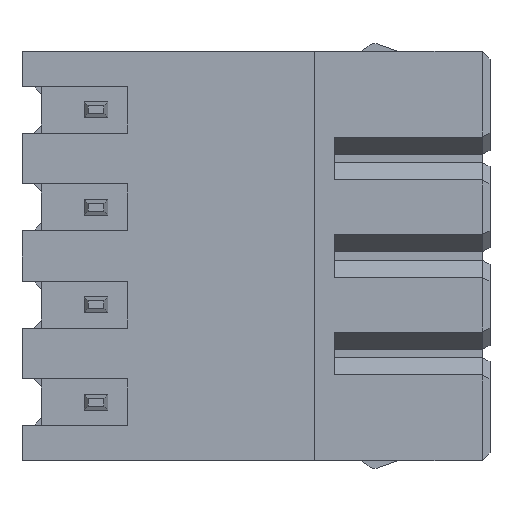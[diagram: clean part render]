
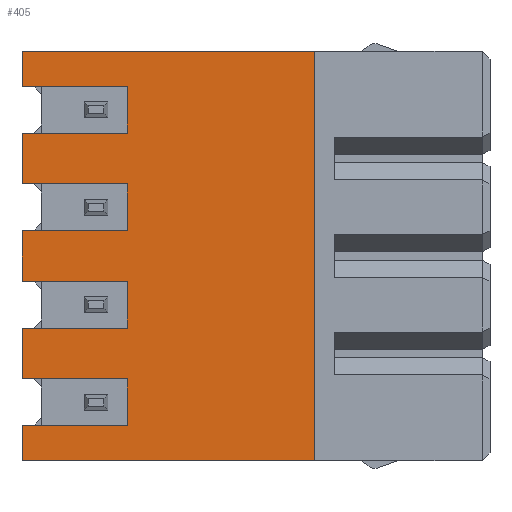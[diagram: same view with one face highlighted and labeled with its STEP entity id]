
A CAD part, front view. The second image highlights one B-rep face of the part: STEP entity #405.
In plain terms, the highlighted planar face has unit normal (0, -1, 0).
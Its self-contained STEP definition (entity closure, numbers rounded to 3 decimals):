
#405=ADVANCED_FACE('',(#1078),#1079,.F.);
#1078=FACE_OUTER_BOUND('',#2024,.T.);
#1079=PLANE('',#2025);
#2024=EDGE_LOOP('',(#3205,#3206,#3207,#3208,#3209,#3210,#3211,#3212,#3213,#3214,#3215,#3216,#3217,#3218,#3219,#3220,#3221,#3222,#3223,#3224));
#2025=AXIS2_PLACEMENT_3D('',#3225,#3226,#3227);
#3205=ORIENTED_EDGE('',*,*,#5767,.T.);
#3206=ORIENTED_EDGE('',*,*,#5678,.T.);
#3207=ORIENTED_EDGE('',*,*,#5761,.F.);
#3208=ORIENTED_EDGE('',*,*,#5768,.F.);
#3209=ORIENTED_EDGE('',*,*,#5765,.T.);
#3210=ORIENTED_EDGE('',*,*,#5769,.F.);
#3211=ORIENTED_EDGE('',*,*,#5770,.T.);
#3212=ORIENTED_EDGE('',*,*,#5771,.F.);
#3213=ORIENTED_EDGE('',*,*,#5772,.F.);
#3214=ORIENTED_EDGE('',*,*,#5773,.F.);
#3215=ORIENTED_EDGE('',*,*,#5774,.T.);
#3216=ORIENTED_EDGE('',*,*,#5775,.F.);
#3217=ORIENTED_EDGE('',*,*,#5776,.F.);
#3218=ORIENTED_EDGE('',*,*,#5777,.F.);
#3219=ORIENTED_EDGE('',*,*,#5778,.T.);
#3220=ORIENTED_EDGE('',*,*,#5779,.F.);
#3221=ORIENTED_EDGE('',*,*,#5780,.T.);
#3222=ORIENTED_EDGE('',*,*,#5781,.F.);
#3223=ORIENTED_EDGE('',*,*,#5782,.F.);
#3224=ORIENTED_EDGE('',*,*,#5783,.T.);
#3225=CARTESIAN_POINT('',(-2.075,0.0,7.94));
#3226=DIRECTION('',(-0.0,1.0,0.0));
#3227=DIRECTION('',(1.0,0.0,0.0));
#5678=EDGE_CURVE('',#6795,#6793,#6796,.T.);
#5761=EDGE_CURVE('',#6933,#6793,#6935,.T.);
#5765=EDGE_CURVE('',#6937,#6939,#6941,.T.);
#5767=EDGE_CURVE('',#6943,#6795,#6944,.T.);
#5768=EDGE_CURVE('',#6937,#6933,#6945,.T.);
#5769=EDGE_CURVE('',#6946,#6939,#6947,.T.);
#5770=EDGE_CURVE('',#6946,#6948,#6949,.T.);
#5771=EDGE_CURVE('',#6950,#6948,#6951,.T.);
#5772=EDGE_CURVE('',#6952,#6950,#6953,.T.);
#5773=EDGE_CURVE('',#6954,#6952,#6955,.T.);
#5774=EDGE_CURVE('',#6954,#6956,#6957,.T.);
#5775=EDGE_CURVE('',#6958,#6956,#6959,.T.);
#5776=EDGE_CURVE('',#6960,#6958,#6961,.T.);
#5777=EDGE_CURVE('',#6962,#6960,#6963,.T.);
#5778=EDGE_CURVE('',#6962,#6964,#6965,.T.);
#5779=EDGE_CURVE('',#6966,#6964,#6967,.T.);
#5780=EDGE_CURVE('',#6966,#6968,#6969,.T.);
#5781=EDGE_CURVE('',#6970,#6968,#6971,.T.);
#5782=EDGE_CURVE('',#6972,#6970,#6973,.T.);
#5783=EDGE_CURVE('',#6972,#6943,#6974,.T.);
#6793=VERTEX_POINT('',#8366);
#6795=VERTEX_POINT('',#8369);
#6796=LINE('',#8370,#8371);
#6933=VERTEX_POINT('',#8569);
#6935=LINE('',#8572,#8573);
#6937=VERTEX_POINT('',#8575);
#6939=VERTEX_POINT('',#8578);
#6941=LINE('',#8581,#8582);
#6943=VERTEX_POINT('',#8584);
#6944=LINE('',#8585,#8586);
#6945=LINE('',#8587,#8588);
#6946=VERTEX_POINT('',#8589);
#6947=LINE('',#8590,#8591);
#6948=VERTEX_POINT('',#8592);
#6949=LINE('',#8593,#8594);
#6950=VERTEX_POINT('',#8595);
#6951=LINE('',#8596,#8597);
#6952=VERTEX_POINT('',#8598);
#6953=LINE('',#8599,#8600);
#6954=VERTEX_POINT('',#8601);
#6955=LINE('',#8602,#8603);
#6956=VERTEX_POINT('',#8604);
#6957=LINE('',#8605,#8606);
#6958=VERTEX_POINT('',#8607);
#6959=LINE('',#8608,#8609);
#6960=VERTEX_POINT('',#8610);
#6961=LINE('',#8611,#8612);
#6962=VERTEX_POINT('',#8613);
#6963=LINE('',#8614,#8615);
#6964=VERTEX_POINT('',#8616);
#6965=LINE('',#8617,#8618);
#6966=VERTEX_POINT('',#8619);
#6967=LINE('',#8620,#8621);
#6968=VERTEX_POINT('',#8622);
#6969=LINE('',#8623,#8624);
#6970=VERTEX_POINT('',#8625);
#6971=LINE('',#8626,#8627);
#6972=VERTEX_POINT('',#8628);
#6973=LINE('',#8629,#8630);
#6974=LINE('',#8631,#8632);
#8366=CARTESIAN_POINT('',(-7.5,0.0,-0.6));
#8369=CARTESIAN_POINT('',(0.0,0.0,-0.6));
#8370=CARTESIAN_POINT('',(3.939,0.0,-0.6));
#8371=VECTOR('',#10399,1.0);
#8569=CARTESIAN_POINT('',(-7.5,0.0,-1.5));
#8572=CARTESIAN_POINT('',(-7.5,0.0,-6.15));
#8573=VECTOR('',#10483,1.0);
#8575=CARTESIAN_POINT('',(-4.8,0.0,-1.5));
#8578=CARTESIAN_POINT('',(-4.8,0.0,-2.7));
#8581=CARTESIAN_POINT('',(-4.8,0.0,-6.15));
#8582=VECTOR('',#10486,1.0);
#8584=CARTESIAN_POINT('',(0.0,0.0,-11.1));
#8585=CARTESIAN_POINT('',(0.0,0.0,-4.816));
#8586=VECTOR('',#10487,1.0);
#8587=CARTESIAN_POINT('',(3.939,0.0,-1.5));
#8588=VECTOR('',#10488,1.0);
#8589=CARTESIAN_POINT('',(-7.5,0.0,-2.7));
#8590=CARTESIAN_POINT('',(3.939,0.0,-2.7));
#8591=VECTOR('',#10489,1.0);
#8592=CARTESIAN_POINT('',(-7.5,0.0,-4.0));
#8593=CARTESIAN_POINT('',(-7.5,0.0,-8.65));
#8594=VECTOR('',#10490,1.0);
#8595=CARTESIAN_POINT('',(-4.8,0.0,-4.0));
#8596=CARTESIAN_POINT('',(3.939,0.0,-4.0));
#8597=VECTOR('',#10491,1.0);
#8598=CARTESIAN_POINT('',(-4.8,0.0,-5.2));
#8599=CARTESIAN_POINT('',(-4.8,0.0,-6.15));
#8600=VECTOR('',#10492,1.0);
#8601=CARTESIAN_POINT('',(-7.5,0.0,-5.2));
#8602=CARTESIAN_POINT('',(3.939,0.0,-5.2));
#8603=VECTOR('',#10493,1.0);
#8604=CARTESIAN_POINT('',(-7.5,0.0,-6.5));
#8605=CARTESIAN_POINT('',(-7.5,0.0,-11.15));
#8606=VECTOR('',#10494,1.0);
#8607=CARTESIAN_POINT('',(-4.8,0.0,-6.5));
#8608=CARTESIAN_POINT('',(3.939,0.0,-6.5));
#8609=VECTOR('',#10495,1.0);
#8610=CARTESIAN_POINT('',(-4.8,0.0,-7.7));
#8611=CARTESIAN_POINT('',(-4.8,0.0,-8.65));
#8612=VECTOR('',#10496,1.0);
#8613=CARTESIAN_POINT('',(-7.5,0.0,-7.7));
#8614=CARTESIAN_POINT('',(3.939,0.0,-7.7));
#8615=VECTOR('',#10497,1.0);
#8616=CARTESIAN_POINT('',(-7.5,0.0,-9.0));
#8617=CARTESIAN_POINT('',(-7.5,0.0,-13.65));
#8618=VECTOR('',#10498,1.0);
#8619=CARTESIAN_POINT('',(-4.8,0.0,-9.0));
#8620=CARTESIAN_POINT('',(3.939,0.0,-9.0));
#8621=VECTOR('',#10499,1.0);
#8622=CARTESIAN_POINT('',(-4.8,0.0,-10.2));
#8623=CARTESIAN_POINT('',(-4.8,0.0,-11.15));
#8624=VECTOR('',#10500,1.0);
#8625=CARTESIAN_POINT('',(-7.5,0.0,-10.2));
#8626=CARTESIAN_POINT('',(3.939,0.0,-10.2));
#8627=VECTOR('',#10501,1.0);
#8628=CARTESIAN_POINT('',(-7.5,0.0,-11.1));
#8629=CARTESIAN_POINT('',(-7.5,0.0,-11.1));
#8630=VECTOR('',#10502,1.0);
#8631=CARTESIAN_POINT('',(3.939,0.0,-11.1));
#8632=VECTOR('',#10503,1.0);
#10399=DIRECTION('',(-1.0,0.0,0.0));
#10483=DIRECTION('',(0.0,0.0,1.0));
#10486=DIRECTION('',(0.0,0.0,-1.0));
#10487=DIRECTION('',(0.0,0.0,1.0));
#10488=DIRECTION('',(-1.0,0.0,0.0));
#10489=DIRECTION('',(1.0,0.0,0.0));
#10490=DIRECTION('',(0.0,0.0,-1.0));
#10491=DIRECTION('',(-1.0,0.0,0.0));
#10492=DIRECTION('',(0.0,0.0,1.0));
#10493=DIRECTION('',(1.0,0.0,0.0));
#10494=DIRECTION('',(0.0,0.0,-1.0));
#10495=DIRECTION('',(-1.0,0.0,0.0));
#10496=DIRECTION('',(0.0,0.0,1.0));
#10497=DIRECTION('',(1.0,0.0,0.0));
#10498=DIRECTION('',(0.0,0.0,-1.0));
#10499=DIRECTION('',(-1.0,0.0,0.0));
#10500=DIRECTION('',(0.0,0.0,-1.0));
#10501=DIRECTION('',(1.0,0.0,0.0));
#10502=DIRECTION('',(0.0,0.0,1.0));
#10503=DIRECTION('',(1.0,0.0,0.0));
